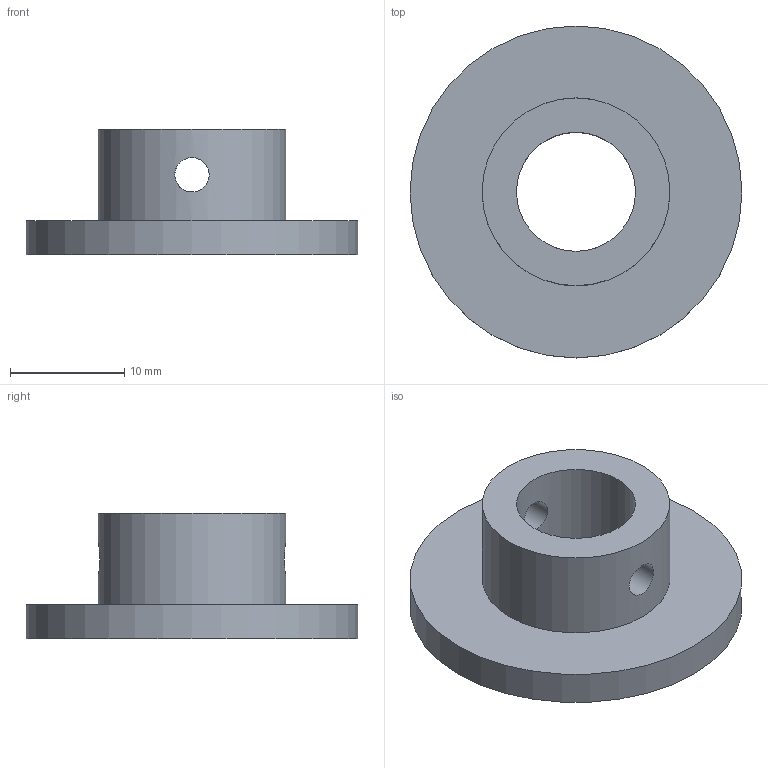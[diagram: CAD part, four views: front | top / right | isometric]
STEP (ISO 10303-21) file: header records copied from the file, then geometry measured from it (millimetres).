
FILE_DESCRIPTION(('FreeCAD Model'),'2;1');
FILE_NAME('Open CASCADE Shape Model','2025-10-20T18:04:48',(''),(''), 'Open CASCADE STEP processor 7.7','FreeCAD','Unknown');
FILE_SCHEMA(('AUTOMOTIVE_DESIGN { 1 0 10303 214 1 1 1 1 }'));
Length unit declared in the file: millimetre
Products named in the file (1): SwitchActuator
Bounding box: 29 x 29 x 11 mm (x, y, z)
Volume: 2694.3 mm3; surface area: 2224.9 mm2
Topology: 1 solids, 1 shells, 8 faces, 15 edges, 10 vertices
Faces by surface type: cylinder 5, plane 3
Full cylindrical faces by diameter (mm): 3 x2, 10.4 x1, 16.4 x1, 29 x1
Entity records: 431 total; most frequent: CARTESIAN_POINT 234, DIRECTION 35, ORIENTED_EDGE 30, AXIS2_PLACEMENT_3D 15, FACE_BOUND 15, EDGE_LOOP 15, EDGE_CURVE 15, VERTEX_POINT 10
